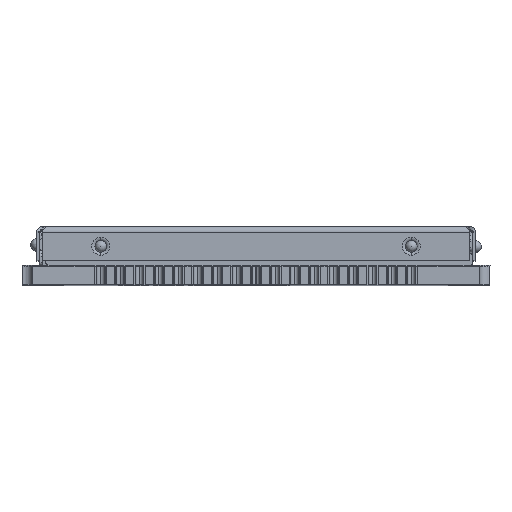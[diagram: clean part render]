
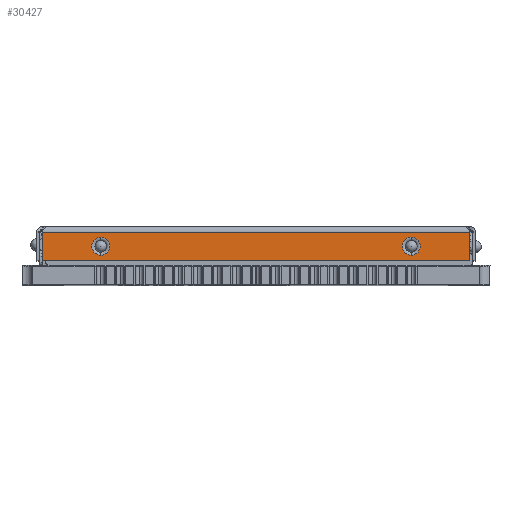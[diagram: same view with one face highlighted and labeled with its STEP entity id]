
A CAD part, top view. The second image highlights one B-rep face of the part: STEP entity #30427.
In plain terms, the highlighted planar face has unit normal (0, 0, 1).
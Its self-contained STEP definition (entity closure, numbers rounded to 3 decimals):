
#2495 = CIRCLE ( 'NONE', #8128, 0.458 ) ;
#4323 = DIRECTION ( 'NONE',  ( 1., 0., 0. ) ) ;
#4833 = LINE ( 'NONE', #15350, #34638 ) ;
#6159 = EDGE_CURVE ( 'NONE', #31765, #14188, #4833, .T. ) ;
#7172 = DIRECTION ( 'NONE',  ( 0., 0., -1. ) ) ;
#7246 = DIRECTION ( 'NONE',  ( 0., 1., 0. ) ) ;
#8128 = AXIS2_PLACEMENT_3D ( 'NONE', #13419, #9041, #36199 ) ;
#9041 = DIRECTION ( 'NONE',  ( 0., 0., -1. ) ) ;
#10396 = VERTEX_POINT ( 'NONE', #15512 ) ;
#10796 = EDGE_CURVE ( 'NONE', #24959, #28336, #2495, .T. ) ;
#11300 = DIRECTION ( 'NONE',  ( 0., 0., -1. ) ) ;
#11735 = CARTESIAN_POINT ( 'NONE',  ( -7.995, 1.518, 11.295 ) ) ;
#12060 = DIRECTION ( 'NONE',  ( 0., 0., -1. ) ) ;
#12837 = EDGE_CURVE ( 'NONE', #28336, #24959, #22958, .T. ) ;
#13419 = CARTESIAN_POINT ( 'NONE',  ( -7.995, 1.977, 11.295 ) ) ;
#13449 = VERTEX_POINT ( 'NONE', #49534 ) ;
#13959 = ORIENTED_EDGE ( 'NONE', *, *, #18078, .T. ) ;
#13981 = CARTESIAN_POINT ( 'NONE',  ( 7.995, 1.977, 11.295 ) ) ;
#14188 = VERTEX_POINT ( 'NONE', #40905 ) ;
#14866 = EDGE_CURVE ( 'NONE', #42010, #14188, #21510, .T. ) ;
#15350 = CARTESIAN_POINT ( 'NONE',  ( 10.783, 2.7, 11.295 ) ) ;
#15512 = CARTESIAN_POINT ( 'NONE',  ( 7.995, 2.435, 11.295 ) ) ;
#15624 = ORIENTED_EDGE ( 'NONE', *, *, #6159, .F. ) ;
#17143 = AXIS2_PLACEMENT_3D ( 'NONE', #20081, #12060, #47537 ) ;
#17608 = FACE_BOUND ( 'NONE', #26338, .T. ) ;
#17763 = LINE ( 'NONE', #42099, #46991 ) ;
#18078 = EDGE_CURVE ( 'NONE', #10396, #13449, #38674, .T. ) ;
#18757 = ORIENTED_EDGE ( 'NONE', *, *, #12837, .T. ) ;
#19025 = DIRECTION ( 'NONE',  ( 0., -1., 0. ) ) ;
#19149 = EDGE_LOOP ( 'NONE', ( #15624, #48371, #40060, #47699 ) ) ;
#20081 = CARTESIAN_POINT ( 'NONE',  ( 10.783, 3.266, 11.295 ) ) ;
#21067 = AXIS2_PLACEMENT_3D ( 'NONE', #22908, #11300, #7246 ) ;
#21306 = CARTESIAN_POINT ( 'NONE',  ( -7.995, 2.435, 11.295 ) ) ;
#21510 = LINE ( 'NONE', #41701, #34278 ) ;
#22612 = DIRECTION ( 'NONE',  ( 1., 0., 0. ) ) ;
#22908 = CARTESIAN_POINT ( 'NONE',  ( 7.995, 1.977, 11.295 ) ) ;
#22958 = CIRCLE ( 'NONE', #29029, 0.458 ) ;
#24307 = FACE_OUTER_BOUND ( 'NONE', #19149, .T. ) ;
#24959 = VERTEX_POINT ( 'NONE', #21306 ) ;
#25633 = EDGE_CURVE ( 'NONE', #37358, #42010, #17763, .T. ) ;
#26338 = EDGE_LOOP ( 'NONE', ( #36784, #18757 ) ) ;
#26381 = CARTESIAN_POINT ( 'NONE',  ( -7.995, 1.977, 11.295 ) ) ;
#26499 = CARTESIAN_POINT ( 'NONE',  ( -10.995, 1.253, 11.295 ) ) ;
#28336 = VERTEX_POINT ( 'NONE', #11735 ) ;
#29029 = AXIS2_PLACEMENT_3D ( 'NONE', #26381, #7172, #38415 ) ;
#29319 = DIRECTION ( 'NONE',  ( 0., 0., -1. ) ) ;
#30202 = DIRECTION ( 'NONE',  ( 0., 1., 0. ) ) ;
#30427 = ADVANCED_FACE ( 'NONE', ( #38279, #17608, #24307 ), #35358, .F. ) ;
#31765 = VERTEX_POINT ( 'NONE', #47650 ) ;
#33123 = CARTESIAN_POINT ( 'NONE',  ( -10.995, 1.253, 11.295 ) ) ;
#34278 = VECTOR ( 'NONE', #30202, 1000. ) ;
#34638 = VECTOR ( 'NONE', #4323, 1000. ) ;
#35358 = PLANE ( 'NONE',  #17143 ) ;
#35908 = CIRCLE ( 'NONE', #46103, 0.458 ) ;
#36199 = DIRECTION ( 'NONE',  ( 0., 1., 0. ) ) ;
#36486 = LINE ( 'NONE', #26499, #45013 ) ;
#36658 = CARTESIAN_POINT ( 'NONE',  ( 10.995, 1.253, 11.295 ) ) ;
#36784 = ORIENTED_EDGE ( 'NONE', *, *, #10796, .T. ) ;
#37358 = VERTEX_POINT ( 'NONE', #33123 ) ;
#37440 = DIRECTION ( 'NONE',  ( 0., 1., 0. ) ) ;
#38279 = FACE_BOUND ( 'NONE', #43177, .T. ) ;
#38415 = DIRECTION ( 'NONE',  ( 0., 1., 0. ) ) ;
#38674 = CIRCLE ( 'NONE', #21067, 0.458 ) ;
#40060 = ORIENTED_EDGE ( 'NONE', *, *, #25633, .T. ) ;
#40905 = CARTESIAN_POINT ( 'NONE',  ( 10.995, 2.7, 11.295 ) ) ;
#41452 = EDGE_CURVE ( 'NONE', #31765, #37358, #36486, .T. ) ;
#41701 = CARTESIAN_POINT ( 'NONE',  ( 10.995, 1.253, 11.295 ) ) ;
#42010 = VERTEX_POINT ( 'NONE', #36658 ) ;
#42099 = CARTESIAN_POINT ( 'NONE',  ( -10.995, 1.253, 11.295 ) ) ;
#43177 = EDGE_LOOP ( 'NONE', ( #13959, #47939 ) ) ;
#45013 = VECTOR ( 'NONE', #19025, 1000. ) ;
#46103 = AXIS2_PLACEMENT_3D ( 'NONE', #13981, #29319, #37440 ) ;
#46991 = VECTOR ( 'NONE', #22612, 1000. ) ;
#47537 = DIRECTION ( 'NONE',  ( 0., 1., 0. ) ) ;
#47650 = CARTESIAN_POINT ( 'NONE',  ( -10.995, 2.7, 11.295 ) ) ;
#47699 = ORIENTED_EDGE ( 'NONE', *, *, #14866, .T. ) ;
#47939 = ORIENTED_EDGE ( 'NONE', *, *, #50102, .T. ) ;
#48371 = ORIENTED_EDGE ( 'NONE', *, *, #41452, .T. ) ;
#49534 = CARTESIAN_POINT ( 'NONE',  ( 7.995, 1.518, 11.295 ) ) ;
#50102 = EDGE_CURVE ( 'NONE', #13449, #10396, #35908, .T. ) ;
